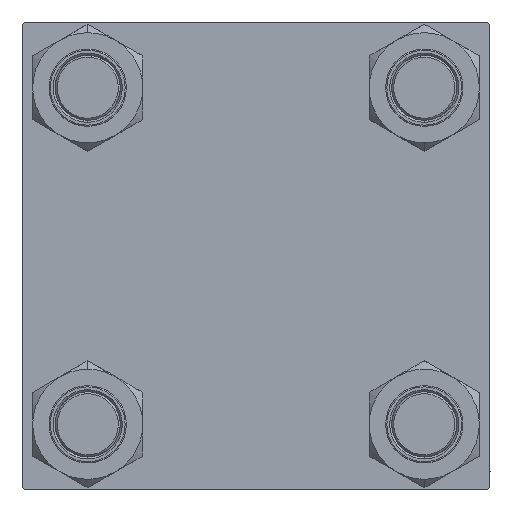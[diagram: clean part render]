
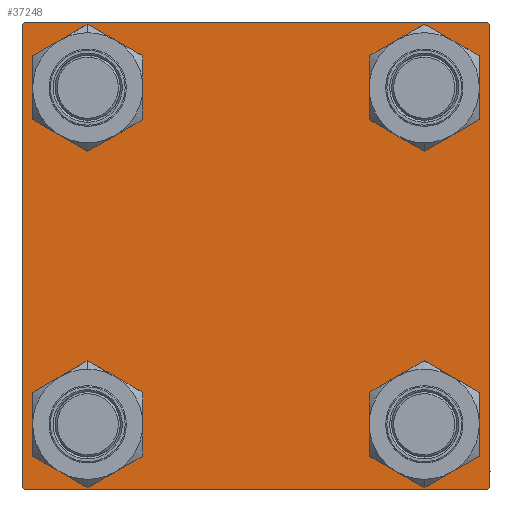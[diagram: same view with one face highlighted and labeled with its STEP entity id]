
A CAD part, left-side view. The second image highlights one B-rep face of the part: STEP entity #37248.
In plain terms, the highlighted planar face has unit normal (-1, 0, 0).
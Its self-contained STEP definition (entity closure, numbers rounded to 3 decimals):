
#236 = VERTEX_POINT ( 'NONE', #41688 ) ;
#993 = CARTESIAN_POINT ( 'NONE',  ( 0., 57.5, 57.5 ) ) ;
#994 = EDGE_LOOP ( 'NONE', ( #35973, #45392 ) ) ;
#1159 = VERTEX_POINT ( 'NONE', #1476 ) ;
#1177 = VECTOR ( 'NONE', #32807, 1000. ) ;
#1389 = EDGE_LOOP ( 'NONE', ( #34189, #11705 ) ) ;
#1476 = CARTESIAN_POINT ( 'NONE',  ( 0., -57.5, -57. ) ) ;
#1603 = FACE_BOUND ( 'NONE', #45903, .T. ) ;
#2089 = CARTESIAN_POINT ( 'NONE',  ( 0., -57.25, 57.25 ) ) ;
#2900 = VECTOR ( 'NONE', #6947, 1000. ) ;
#2937 = CARTESIAN_POINT ( 'NONE',  ( 0., -41.35, 32.85 ) ) ;
#3672 = DIRECTION ( 'NONE',  ( 1., 0., 0. ) ) ;
#3928 = CARTESIAN_POINT ( 'NONE',  ( 0., -41.35, 41.35 ) ) ;
#3949 = EDGE_LOOP ( 'NONE', ( #27500, #22620, #24702, #16811, #44395, #7179, #42875, #11808 ) ) ;
#4572 = LINE ( 'NONE', #28252, #19711 ) ;
#5027 = DIRECTION ( 'NONE',  ( -1., 0., 0. ) ) ;
#5121 = EDGE_CURVE ( 'NONE', #29767, #28306, #11174, .T. ) ;
#5845 = LINE ( 'NONE', #41342, #17730 ) ;
#6281 = CIRCLE ( 'NONE', #12133, 8.5 ) ;
#6902 = EDGE_CURVE ( 'NONE', #18930, #8273, #16791, .T. ) ;
#6947 = DIRECTION ( 'NONE',  ( 0., -1., 0. ) ) ;
#7179 = ORIENTED_EDGE ( 'NONE', *, *, #43991, .T. ) ;
#7522 = DIRECTION ( 'NONE',  ( 0., 0., 1. ) ) ;
#7740 = LINE ( 'NONE', #39816, #31637 ) ;
#7812 = CARTESIAN_POINT ( 'NONE',  ( 0., 57., -57.5 ) ) ;
#8273 = VERTEX_POINT ( 'NONE', #47980 ) ;
#8401 = VECTOR ( 'NONE', #19371, 1000. ) ;
#8984 = FACE_OUTER_BOUND ( 'NONE', #3949, .T. ) ;
#9242 = FACE_BOUND ( 'NONE', #18811, .T. ) ;
#10013 = EDGE_CURVE ( 'NONE', #236, #26561, #34737, .T. ) ;
#10648 = DIRECTION ( 'NONE',  ( 1., 0., 0. ) ) ;
#11174 = CIRCLE ( 'NONE', #31306, 8.5 ) ;
#11508 = EDGE_CURVE ( 'NONE', #19704, #16180, #35085, .T. ) ;
#11705 = ORIENTED_EDGE ( 'NONE', *, *, #21499, .T. ) ;
#11808 = ORIENTED_EDGE ( 'NONE', *, *, #45133, .T. ) ;
#12133 = AXIS2_PLACEMENT_3D ( 'NONE', #20285, #15833, #12412 ) ;
#12201 = DIRECTION ( 'NONE',  ( 1., 0., 0. ) ) ;
#12206 = AXIS2_PLACEMENT_3D ( 'NONE', #32160, #12201, #44259 ) ;
#12412 = DIRECTION ( 'NONE',  ( 0., 0., 1. ) ) ;
#12540 = CARTESIAN_POINT ( 'NONE',  ( 0., 57., 57.5 ) ) ;
#12662 = FACE_BOUND ( 'NONE', #994, .T. ) ;
#13187 = DIRECTION ( 'NONE',  ( 0., 0., 1. ) ) ;
#13741 = EDGE_CURVE ( 'NONE', #20063, #48618, #18935, .T. ) ;
#13753 = AXIS2_PLACEMENT_3D ( 'NONE', #41773, #37816, #21785 ) ;
#15674 = CARTESIAN_POINT ( 'NONE',  ( 0., 41.35, -41.35 ) ) ;
#15833 = DIRECTION ( 'NONE',  ( 1., 0., 0. ) ) ;
#15910 = CIRCLE ( 'NONE', #29348, 8.5 ) ;
#16180 = VERTEX_POINT ( 'NONE', #20818 ) ;
#16665 = VERTEX_POINT ( 'NONE', #26918 ) ;
#16686 = DIRECTION ( 'NONE',  ( 0., 0., -1. ) ) ;
#16791 = LINE ( 'NONE', #993, #1177 ) ;
#16811 = ORIENTED_EDGE ( 'NONE', *, *, #48405, .T. ) ;
#17220 = AXIS2_PLACEMENT_3D ( 'NONE', #50347, #50602, #26722 ) ;
#17232 = CARTESIAN_POINT ( 'NONE',  ( 0., -41.35, -41.35 ) ) ;
#17368 = LINE ( 'NONE', #2089, #31042 ) ;
#17483 = DIRECTION ( 'NONE',  ( 1., 0., 0. ) ) ;
#17730 = VECTOR ( 'NONE', #50239, 1000. ) ;
#18046 = CIRCLE ( 'NONE', #17220, 8.5 ) ;
#18499 = DIRECTION ( 'NONE',  ( 0., 0., 1. ) ) ;
#18811 = EDGE_LOOP ( 'NONE', ( #30387, #51021 ) ) ;
#18861 = CARTESIAN_POINT ( 'NONE',  ( 0., 41.35, -32.85 ) ) ;
#18930 = VERTEX_POINT ( 'NONE', #29863 ) ;
#18935 = CIRCLE ( 'NONE', #12206, 8.5 ) ;
#19371 = DIRECTION ( 'NONE',  ( 0., 0.707, -0.707 ) ) ;
#19704 = VERTEX_POINT ( 'NONE', #12540 ) ;
#19711 = VECTOR ( 'NONE', #16686, 1000. ) ;
#20063 = VERTEX_POINT ( 'NONE', #41579 ) ;
#20285 = CARTESIAN_POINT ( 'NONE',  ( 0., 41.35, 41.35 ) ) ;
#20818 = CARTESIAN_POINT ( 'NONE',  ( 0., -57., 57.5 ) ) ;
#20833 = AXIS2_PLACEMENT_3D ( 'NONE', #41055, #5027, #13187 ) ;
#21499 = EDGE_CURVE ( 'NONE', #40945, #44377, #22961, .T. ) ;
#21785 = DIRECTION ( 'NONE',  ( 0., 0., 1. ) ) ;
#22620 = ORIENTED_EDGE ( 'NONE', *, *, #32964, .T. ) ;
#22961 = CIRCLE ( 'NONE', #43907, 8.5 ) ;
#23098 = CARTESIAN_POINT ( 'NONE',  ( 0., -41.35, -49.85 ) ) ;
#23653 = CARTESIAN_POINT ( 'NONE',  ( 0., 41.35, 32.85 ) ) ;
#23830 = CARTESIAN_POINT ( 'NONE',  ( 0., 57.25, 57.25 ) ) ;
#24702 = ORIENTED_EDGE ( 'NONE', *, *, #33162, .T. ) ;
#25215 = EDGE_CURVE ( 'NONE', #28306, #29767, #18046, .T. ) ;
#26029 = DIRECTION ( 'NONE',  ( 0., 0.707, 0.707 ) ) ;
#26257 = CIRCLE ( 'NONE', #43028, 8.5 ) ;
#26561 = VERTEX_POINT ( 'NONE', #23653 ) ;
#26722 = DIRECTION ( 'NONE',  ( 0., 0., 1. ) ) ;
#26916 = CARTESIAN_POINT ( 'NONE',  ( 0., -41.35, -32.85 ) ) ;
#26918 = CARTESIAN_POINT ( 'NONE',  ( 0., -57.5, 57. ) ) ;
#27423 = LINE ( 'NONE', #47116, #29130 ) ;
#27483 = EDGE_CURVE ( 'NONE', #26561, #236, #6281, .T. ) ;
#27500 = ORIENTED_EDGE ( 'NONE', *, *, #6902, .T. ) ;
#28252 = CARTESIAN_POINT ( 'NONE',  ( 0., -57.5, 57.5 ) ) ;
#28306 = VERTEX_POINT ( 'NONE', #26916 ) ;
#28862 = CARTESIAN_POINT ( 'NONE',  ( 0., -57., -57.5 ) ) ;
#28928 = EDGE_CURVE ( 'NONE', #16665, #1159, #4572, .T. ) ;
#28965 = PLANE ( 'NONE',  #20833 ) ;
#29130 = VECTOR ( 'NONE', #38717, 1000. ) ;
#29348 = AXIS2_PLACEMENT_3D ( 'NONE', #50835, #10648, #39025 ) ;
#29562 = DIRECTION ( 'NONE',  ( 0., 0., 1. ) ) ;
#29767 = VERTEX_POINT ( 'NONE', #23098 ) ;
#29863 = CARTESIAN_POINT ( 'NONE',  ( 0., 57.5, 57. ) ) ;
#30058 = VERTEX_POINT ( 'NONE', #7812 ) ;
#30387 = ORIENTED_EDGE ( 'NONE', *, *, #10013, .T. ) ;
#31042 = VECTOR ( 'NONE', #26029, 1000. ) ;
#31306 = AXIS2_PLACEMENT_3D ( 'NONE', #17232, #17483, #29562 ) ;
#31414 = DIRECTION ( 'NONE',  ( 0., -0.707, -0.707 ) ) ;
#31637 = VECTOR ( 'NONE', #31414, 1000. ) ;
#32160 = CARTESIAN_POINT ( 'NONE',  ( 0., -41.35, 41.35 ) ) ;
#32807 = DIRECTION ( 'NONE',  ( 0., 0., -1. ) ) ;
#32964 = EDGE_CURVE ( 'NONE', #8273, #30058, #7740, .T. ) ;
#33162 = EDGE_CURVE ( 'NONE', #30058, #52001, #27423, .T. ) ;
#33968 = ORIENTED_EDGE ( 'NONE', *, *, #25215, .T. ) ;
#34189 = ORIENTED_EDGE ( 'NONE', *, *, #43485, .T. ) ;
#34737 = CIRCLE ( 'NONE', #13753, 8.5 ) ;
#34778 = CARTESIAN_POINT ( 'NONE',  ( 0., 41.35, -49.85 ) ) ;
#35085 = LINE ( 'NONE', #42963, #2900 ) ;
#35973 = ORIENTED_EDGE ( 'NONE', *, *, #13741, .T. ) ;
#37248 = ADVANCED_FACE ( 'NONE', ( #12662, #1603, #45236, #9242, #8984 ), #28965, .T. ) ;
#37816 = DIRECTION ( 'NONE',  ( 1., 0., 0. ) ) ;
#38717 = DIRECTION ( 'NONE',  ( 0., -1., 0. ) ) ;
#39025 = DIRECTION ( 'NONE',  ( 0., 0., 1. ) ) ;
#39816 = CARTESIAN_POINT ( 'NONE',  ( 0., 57.25, -57.25 ) ) ;
#40641 = LINE ( 'NONE', #23830, #8401 ) ;
#40945 = VERTEX_POINT ( 'NONE', #34778 ) ;
#41055 = CARTESIAN_POINT ( 'NONE',  ( 0., 0., 0. ) ) ;
#41342 = CARTESIAN_POINT ( 'NONE',  ( 0., -57.25, -57.25 ) ) ;
#41579 = CARTESIAN_POINT ( 'NONE',  ( 0., -41.35, 49.85 ) ) ;
#41688 = CARTESIAN_POINT ( 'NONE',  ( 0., 41.35, 49.85 ) ) ;
#41773 = CARTESIAN_POINT ( 'NONE',  ( 0., 41.35, 41.35 ) ) ;
#42875 = ORIENTED_EDGE ( 'NONE', *, *, #11508, .F. ) ;
#42963 = CARTESIAN_POINT ( 'NONE',  ( 0., 57.5, 57.5 ) ) ;
#43028 = AXIS2_PLACEMENT_3D ( 'NONE', #3928, #3672, #18499 ) ;
#43357 = ORIENTED_EDGE ( 'NONE', *, *, #5121, .T. ) ;
#43485 = EDGE_CURVE ( 'NONE', #44377, #40945, #15910, .T. ) ;
#43907 = AXIS2_PLACEMENT_3D ( 'NONE', #15674, #51899, #7522 ) ;
#43991 = EDGE_CURVE ( 'NONE', #16665, #16180, #17368, .T. ) ;
#44259 = DIRECTION ( 'NONE',  ( 0., 0., 1. ) ) ;
#44377 = VERTEX_POINT ( 'NONE', #18861 ) ;
#44395 = ORIENTED_EDGE ( 'NONE', *, *, #28928, .F. ) ;
#45133 = EDGE_CURVE ( 'NONE', #19704, #18930, #40641, .T. ) ;
#45236 = FACE_BOUND ( 'NONE', #1389, .T. ) ;
#45392 = ORIENTED_EDGE ( 'NONE', *, *, #47197, .T. ) ;
#45903 = EDGE_LOOP ( 'NONE', ( #33968, #43357 ) ) ;
#47116 = CARTESIAN_POINT ( 'NONE',  ( 0., 57.5, -57.5 ) ) ;
#47197 = EDGE_CURVE ( 'NONE', #48618, #20063, #26257, .T. ) ;
#47980 = CARTESIAN_POINT ( 'NONE',  ( 0., 57.5, -57. ) ) ;
#48405 = EDGE_CURVE ( 'NONE', #52001, #1159, #5845, .T. ) ;
#48618 = VERTEX_POINT ( 'NONE', #2937 ) ;
#50239 = DIRECTION ( 'NONE',  ( 0., -0.707, 0.707 ) ) ;
#50347 = CARTESIAN_POINT ( 'NONE',  ( 0., -41.35, -41.35 ) ) ;
#50602 = DIRECTION ( 'NONE',  ( 1., 0., 0. ) ) ;
#50835 = CARTESIAN_POINT ( 'NONE',  ( 0., 41.35, -41.35 ) ) ;
#51021 = ORIENTED_EDGE ( 'NONE', *, *, #27483, .T. ) ;
#51899 = DIRECTION ( 'NONE',  ( 1., 0., 0. ) ) ;
#52001 = VERTEX_POINT ( 'NONE', #28862 ) ;
